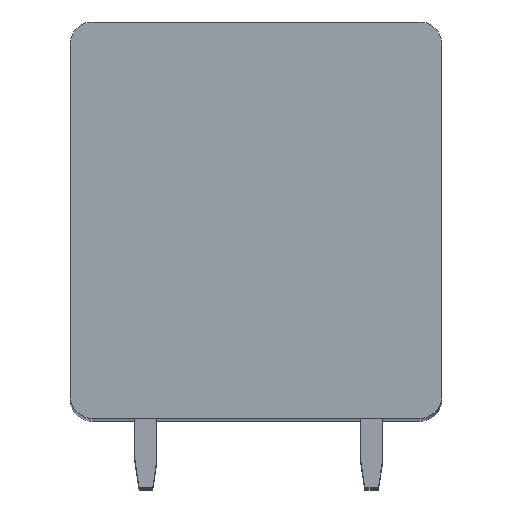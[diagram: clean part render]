
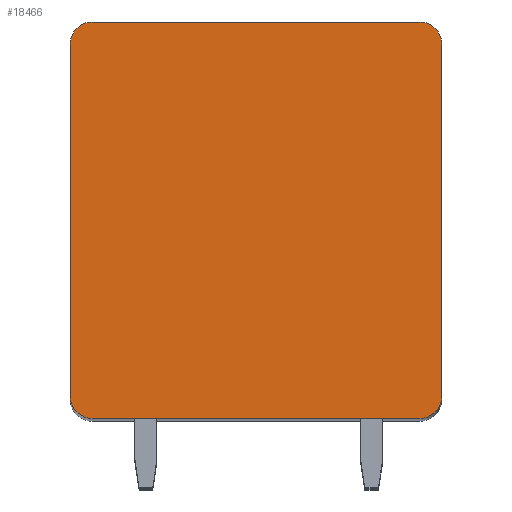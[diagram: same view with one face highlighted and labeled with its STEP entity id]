
A CAD part, top view. The second image highlights one B-rep face of the part: STEP entity #18466.
In plain terms, the highlighted planar face has unit normal (0, 0, 1).
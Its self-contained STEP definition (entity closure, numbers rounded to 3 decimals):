
#2325=CARTESIAN_POINT('',(-5.95,6.4,1.75));
#2326=DIRECTION('',(0.,0.,1.));
#2327=DIRECTION('',(0.,1.,0.));
#2328=AXIS2_PLACEMENT_3D('',#2325,#2326,#2327);
#2330=DIRECTION('',(-1.,0.,0.));
#2331=VECTOR('',#2330,11.9);
#2332=CARTESIAN_POINT('',(5.95,7.2,1.75));
#2333=LINE('',#2332,#2331);
#2334=CARTESIAN_POINT('',(5.95,6.4,1.75));
#2335=DIRECTION('',(0.,0.,1.));
#2336=DIRECTION('',(1.,0.,0.));
#2337=AXIS2_PLACEMENT_3D('',#2334,#2335,#2336);
#2339=DIRECTION('',(0.,1.,0.));
#2340=VECTOR('',#2339,12.8);
#2341=CARTESIAN_POINT('',(6.75,-6.4,1.75));
#2342=LINE('',#2341,#2340);
#2343=CARTESIAN_POINT('',(5.95,-6.4,1.75));
#2344=DIRECTION('',(0.,0.,1.));
#2345=DIRECTION('',(0.,-1.,0.));
#2346=AXIS2_PLACEMENT_3D('',#2343,#2344,#2345);
#2348=DIRECTION('',(1.,0.,0.));
#2349=VECTOR('',#2348,11.9);
#2350=CARTESIAN_POINT('',(-5.95,-7.2,1.75));
#2351=LINE('',#2350,#2349);
#2352=CARTESIAN_POINT('',(-5.95,-6.4,1.75));
#2353=DIRECTION('',(0.,0.,1.));
#2354=DIRECTION('',(-1.,0.,0.));
#2355=AXIS2_PLACEMENT_3D('',#2352,#2353,#2354);
#2357=DIRECTION('',(0.,-1.,0.));
#2358=VECTOR('',#2357,12.8);
#2359=CARTESIAN_POINT('',(-6.75,6.4,1.75));
#2360=LINE('',#2359,#2358);
#13607=CARTESIAN_POINT('',(-5.95,7.2,1.75));
#13608=VERTEX_POINT('',#13607);
#13609=CARTESIAN_POINT('',(-6.75,6.4,1.75));
#13610=VERTEX_POINT('',#13609);
#13615=CARTESIAN_POINT('',(6.75,6.4,1.75));
#13616=VERTEX_POINT('',#13615);
#13617=CARTESIAN_POINT('',(5.95,7.2,1.75));
#13618=VERTEX_POINT('',#13617);
#13623=CARTESIAN_POINT('',(-6.75,-6.4,1.75));
#13624=VERTEX_POINT('',#13623);
#13625=CARTESIAN_POINT('',(-5.95,-7.2,1.75));
#13626=VERTEX_POINT('',#13625);
#13631=CARTESIAN_POINT('',(5.95,-7.2,1.75));
#13632=VERTEX_POINT('',#13631);
#13633=CARTESIAN_POINT('',(6.75,-6.4,1.75));
#13634=VERTEX_POINT('',#13633);
#18451=CARTESIAN_POINT('',(0.,0.,1.75));
#18452=DIRECTION('',(0.,0.,1.));
#18453=DIRECTION('',(1.,0.,0.));
#18454=AXIS2_PLACEMENT_3D('',#18451,#18452,#18453);
#18455=PLANE('',#18454);
#18456=ORIENTED_EDGE('',*,*,#17021,.F.);
#18457=ORIENTED_EDGE('',*,*,#17037,.F.);
#18458=ORIENTED_EDGE('',*,*,#17526,.F.);
#18459=ORIENTED_EDGE('',*,*,#17541,.F.);
#18460=ORIENTED_EDGE('',*,*,#17894,.F.);
#18461=ORIENTED_EDGE('',*,*,#17907,.F.);
#18462=ORIENTED_EDGE('',*,*,#18262,.F.);
#18463=ORIENTED_EDGE('',*,*,#18274,.F.);
#18464=EDGE_LOOP('',(#18456,#18457,#18458,#18459,#18460,#18461,#18462,#18463));
#18465=FACE_OUTER_BOUND('',#18464,.F.);
#2329=CIRCLE('',#2328,0.8);
#2338=CIRCLE('',#2337,0.8);
#2347=CIRCLE('',#2346,0.8);
#2356=CIRCLE('',#2355,0.8);
#17021=EDGE_CURVE('',#13608,#13610,#2329,.T.);
#17037=EDGE_CURVE('',#13618,#13608,#2333,.T.);
#17526=EDGE_CURVE('',#13616,#13618,#2338,.T.);
#17541=EDGE_CURVE('',#13634,#13616,#2342,.T.);
#17894=EDGE_CURVE('',#13632,#13634,#2347,.T.);
#17907=EDGE_CURVE('',#13626,#13632,#2351,.T.);
#18262=EDGE_CURVE('',#13624,#13626,#2356,.T.);
#18274=EDGE_CURVE('',#13610,#13624,#2360,.T.);
#18466=ADVANCED_FACE('',(#18465),#18455,.T.);
